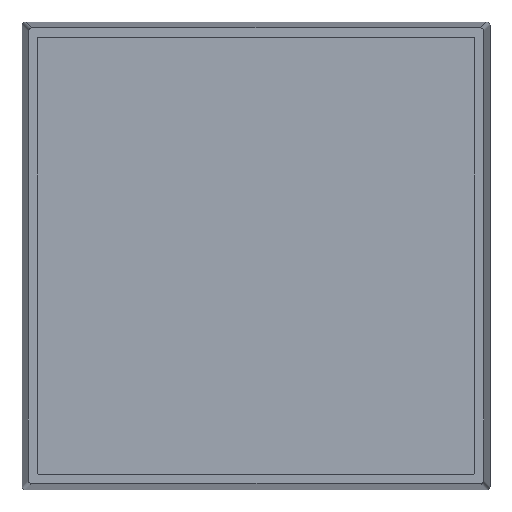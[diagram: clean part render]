
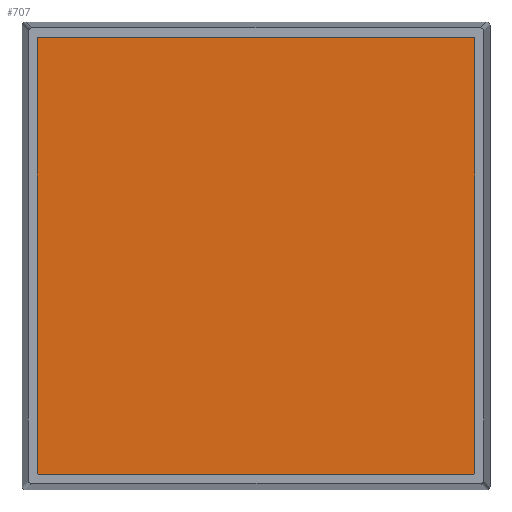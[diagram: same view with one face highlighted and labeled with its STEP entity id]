
A CAD part, top view. The second image highlights one B-rep face of the part: STEP entity #707.
In plain terms, the highlighted planar face has unit normal (0, 0, 1).
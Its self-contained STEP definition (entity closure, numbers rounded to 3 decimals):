
#514=AXIS2_PLACEMENT_3D('Circle Axis2P3D',#512,#513,$) ;
#562=AXIS2_PLACEMENT_3D('Circle Axis2P3D',#560,#561,$) ;
#610=AXIS2_PLACEMENT_3D('Circle Axis2P3D',#608,#609,$) ;
#658=AXIS2_PLACEMENT_3D('Circle Axis2P3D',#656,#657,$) ;
#695=AXIS2_PLACEMENT_3D('Plane Axis2P3D',#692,#693,#694) ;
#509=CARTESIAN_POINT('Vertex',(1.549,1.399,17.5)) ;
#512=CARTESIAN_POINT('Axis2P3D Location',(1.549,1.549,17.5)) ;
#516=CARTESIAN_POINT('Vertex',(1.399,1.549,17.5)) ;
#536=CARTESIAN_POINT('Line Origine',(1.399,21.25,17.5)) ;
#540=CARTESIAN_POINT('Vertex',(1.399,40.951,17.5)) ;
#560=CARTESIAN_POINT('Axis2P3D Location',(1.549,40.951,17.5)) ;
#564=CARTESIAN_POINT('Vertex',(1.549,41.101,17.5)) ;
#584=CARTESIAN_POINT('Line Origine',(21.25,41.101,17.5)) ;
#588=CARTESIAN_POINT('Vertex',(40.951,41.101,17.5)) ;
#608=CARTESIAN_POINT('Axis2P3D Location',(40.951,40.951,17.5)) ;
#612=CARTESIAN_POINT('Vertex',(41.101,40.951,17.5)) ;
#632=CARTESIAN_POINT('Line Origine',(41.101,21.25,17.5)) ;
#636=CARTESIAN_POINT('Vertex',(41.101,1.549,17.5)) ;
#656=CARTESIAN_POINT('Axis2P3D Location',(40.951,1.549,17.5)) ;
#660=CARTESIAN_POINT('Vertex',(40.951,1.399,17.5)) ;
#680=CARTESIAN_POINT('Line Origine',(21.25,1.399,17.5)) ;
#692=CARTESIAN_POINT('Axis2P3D Location',(21.25,21.25,17.5)) ;
#513=DIRECTION('Axis2P3D Direction',(0.,0.,-1.)) ;
#537=DIRECTION('Vector Direction',(0.,-1.,0.)) ;
#561=DIRECTION('Axis2P3D Direction',(0.,0.,-1.)) ;
#585=DIRECTION('Vector Direction',(-1.,0.,0.)) ;
#609=DIRECTION('Axis2P3D Direction',(0.,0.,-1.)) ;
#633=DIRECTION('Vector Direction',(0.,1.,0.)) ;
#657=DIRECTION('Axis2P3D Direction',(0.,0.,-1.)) ;
#681=DIRECTION('Vector Direction',(1.,0.,0.)) ;
#693=DIRECTION('Axis2P3D Direction',(0.,0.,1.)) ;
#694=DIRECTION('Axis2P3D XDirection',(1.,0.,0.)) ;
#538=VECTOR('Line Direction',#537,1.) ;
#586=VECTOR('Line Direction',#585,1.) ;
#634=VECTOR('Line Direction',#633,1.) ;
#682=VECTOR('Line Direction',#681,1.) ;
#698=ORIENTED_EDGE('',*,*,#684,.T.) ;
#699=ORIENTED_EDGE('',*,*,#662,.T.) ;
#700=ORIENTED_EDGE('',*,*,#638,.T.) ;
#701=ORIENTED_EDGE('',*,*,#614,.T.) ;
#702=ORIENTED_EDGE('',*,*,#590,.T.) ;
#703=ORIENTED_EDGE('',*,*,#566,.T.) ;
#704=ORIENTED_EDGE('',*,*,#542,.T.) ;
#705=ORIENTED_EDGE('',*,*,#518,.T.) ;
#707=ADVANCED_FACE('MANIFOLD_SOLID_BREP #20178',(#706),#696,.T.) ;
#515=CIRCLE('generated circle',#514,0.15) ;
#563=CIRCLE('generated circle',#562,0.15) ;
#611=CIRCLE('generated circle',#610,0.15) ;
#659=CIRCLE('generated circle',#658,0.15) ;
#518=EDGE_CURVE('',#517,#510,#515,.F.) ;
#542=EDGE_CURVE('',#541,#517,#539,.T.) ;
#566=EDGE_CURVE('',#565,#541,#563,.F.) ;
#590=EDGE_CURVE('',#589,#565,#587,.T.) ;
#614=EDGE_CURVE('',#613,#589,#611,.F.) ;
#638=EDGE_CURVE('',#637,#613,#635,.T.) ;
#662=EDGE_CURVE('',#661,#637,#659,.F.) ;
#684=EDGE_CURVE('',#510,#661,#683,.T.) ;
#697=EDGE_LOOP('',(#698,#699,#700,#701,#702,#703,#704,#705)) ;
#706=FACE_OUTER_BOUND('',#697,.T.) ;
#539=LINE('Line',#536,#538) ;
#587=LINE('Line',#584,#586) ;
#635=LINE('Line',#632,#634) ;
#683=LINE('Line',#680,#682) ;
#696=PLANE('',#695) ;
#510=VERTEX_POINT('',#509) ;
#517=VERTEX_POINT('',#516) ;
#541=VERTEX_POINT('',#540) ;
#565=VERTEX_POINT('',#564) ;
#589=VERTEX_POINT('',#588) ;
#613=VERTEX_POINT('',#612) ;
#637=VERTEX_POINT('',#636) ;
#661=VERTEX_POINT('',#660) ;
